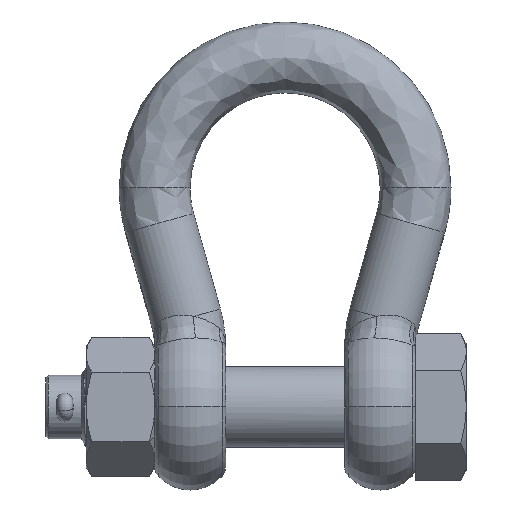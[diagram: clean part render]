
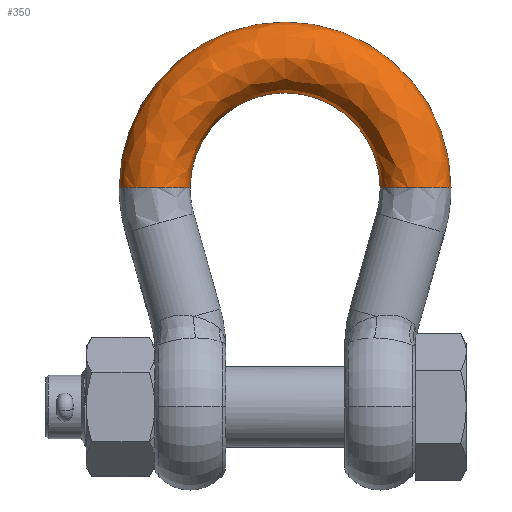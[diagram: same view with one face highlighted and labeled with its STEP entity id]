
A CAD part, top view. The second image highlights one B-rep face of the part: STEP entity #350.
In plain terms, the highlighted free-form (B-spline) face has degree [3, 3] with [4, 4] control points.
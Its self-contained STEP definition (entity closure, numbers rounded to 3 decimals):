
#350=ADVANCED_FACE('NONE',(#1366),#1367,.F.);
#1366=FACE_OUTER_BOUND('',#4708,.T.);
#1367=(B_SPLINE_SURFACE(3,3,((#4710,#4711,#4712,#4713),(#4714,#4715,#4716,#4717),(#4718,#4719,#4720,#4721),(#4722,#4723,#4724,#4725)),.UNSPECIFIED.,.F.,.F.,.F.)B_SPLINE_SURFACE_WITH_KNOTS((4,4),(4,4),(0.0,1.0),(0.0,1.0),.UNSPECIFIED.)RATIONAL_B_SPLINE_SURFACE(((1.0,0.333,0.333,1.0),(0.333,0.111,0.111,0.333),(0.333,0.111,0.111,0.333),(1.0,0.333,0.333,1.0)))BOUNDED_SURFACE()REPRESENTATION_ITEM('')GEOMETRIC_REPRESENTATION_ITEM()SURFACE());
#4708=EDGE_LOOP('',(#17240,#17241,#17242,#17243));
#4710=CARTESIAN_POINT('',(-37.505,86.5,0.));
#4711=CARTESIAN_POINT('',(-37.505,161.51,0.));
#4712=CARTESIAN_POINT('',(37.505,161.51,0.));
#4713=CARTESIAN_POINT('',(37.505,86.5,0.));
#4714=CARTESIAN_POINT('',(-37.505,86.5,27.99));
#4715=CARTESIAN_POINT('',(-37.505,161.51,27.99));
#4716=CARTESIAN_POINT('',(37.505,161.51,27.99));
#4717=CARTESIAN_POINT('',(37.505,86.5,27.99));
#4718=CARTESIAN_POINT('',(-65.495,86.5,27.99));
#4719=CARTESIAN_POINT('',(-65.495,217.49,27.99));
#4720=CARTESIAN_POINT('',(65.495,217.49,27.99));
#4721=CARTESIAN_POINT('',(65.495,86.5,27.99));
#4722=CARTESIAN_POINT('',(-65.495,86.5,0.));
#4723=CARTESIAN_POINT('',(-65.495,217.49,0.));
#4724=CARTESIAN_POINT('',(65.495,217.49,0.));
#4725=CARTESIAN_POINT('',(65.495,86.5,0.));
#17240=ORIENTED_EDGE('',*,*,#21706,.F.);
#17241=ORIENTED_EDGE('',*,*,#21747,.F.);
#17242=ORIENTED_EDGE('',*,*,#21748,.T.);
#17243=ORIENTED_EDGE('',*,*,#21745,.F.);
#21706=EDGE_CURVE('NONE',#24447,#24446,#24449,.T.);
#21745=EDGE_CURVE('NONE',#24446,#24503,#24504,.T.);
#21747=EDGE_CURVE('NONE',#24505,#24447,#24507,.T.);
#21748=EDGE_CURVE('NONE',#24505,#24503,#24508,.T.);
#24446=VERTEX_POINT('NONE',#31908);
#24447=VERTEX_POINT('NONE',#31909);
#24449=B_SPLINE_CURVE_WITH_KNOTS('',3,(#31957,#31958,#31959,#31960,#31961,#31962,#31963,#31964,#31965,#31966,#31967,#31968,#31969,#31970,#31971,#31972,#31973,#31974,#31975,#31976,#31977,#31978,#31979,#31980,#31981,#31982,#31983,#31984,#31985,#31986,#31987,#31988,#31989,#31990,#31991,#31992,#31993,#31994,#31995,#31996,#31997,#31998,#31999,#32000,#32001,#32002,#32003),.UNSPECIFIED.,.F.,.F.,(4,2,2,2,2,2,2,2,2,1,2,2,2,2,2,2,2,2,2,2,2,2,2,4),(0.,0.003,0.004,0.005,0.008,0.01,0.011,0.014,0.015,0.016,0.018,0.019,0.022,0.023,0.025,0.027,0.029,0.03,0.033,0.036,0.037,0.038,0.041,0.044),.UNSPECIFIED.);
#24503=VERTEX_POINT('NONE',#32212);
#24504=CIRCLE('',#32213,65.495);
#24505=VERTEX_POINT('NONE',#32214);
#24507=CIRCLE('',#32262,37.505);
#24508=B_SPLINE_CURVE_WITH_KNOTS('',3,(#32263,#32264,#32265,#32266,#32267,#32268,#32269,#32270,#32271,#32272,#32273,#32274,#32275,#32276,#32277,#32278,#32279,#32280,#32281,#32282,#32283,#32284,#32285,#32286,#32287,#32288,#32289,#32290,#32291,#32292,#32293,#32294,#32295,#32296,#32297,#32298,#32299,#32300,#32301,#32302,#32303,#32304,#32305,#32306,#32307,#32308,#32309),.UNSPECIFIED.,.F.,.F.,(4,2,2,2,2,2,2,2,2,1,2,2,2,2,2,2,2,2,2,2,2,2,2,4),(0.,0.003,0.004,0.005,0.008,0.01,0.011,0.014,0.015,0.016,0.018,0.019,0.022,0.023,0.025,0.027,0.029,0.03,0.033,0.036,0.037,0.038,0.041,0.044),.UNSPECIFIED.);
#31908=CARTESIAN_POINT('',(-65.495,86.5,0.));
#31909=CARTESIAN_POINT('',(-37.505,86.5,0.));
#31957=CARTESIAN_POINT('',(-37.505,86.5,0.));
#31958=CARTESIAN_POINT('',(-37.505,86.5,0.924));
#31959=CARTESIAN_POINT('',(-37.596,86.5,1.834));
#31960=CARTESIAN_POINT('',(-37.862,86.5,3.175));
#31961=CARTESIAN_POINT('',(-37.973,86.5,3.618));
#31962=CARTESIAN_POINT('',(-38.239,86.5,4.497));
#31963=CARTESIAN_POINT('',(-38.396,86.5,4.934));
#31964=CARTESIAN_POINT('',(-38.922,86.5,6.205));
#31965=CARTESIAN_POINT('',(-39.352,86.5,7.009));
#31966=CARTESIAN_POINT('',(-40.114,86.5,8.15));
#31967=CARTESIAN_POINT('',(-40.388,86.5,8.521));
#31968=CARTESIAN_POINT('',(-40.974,86.5,9.234));
#31969=CARTESIAN_POINT('',(-41.281,86.5,9.573));
#31970=CARTESIAN_POINT('',(-42.25,86.5,10.542));
#31971=CARTESIAN_POINT('',(-42.954,86.5,11.121));
#31972=CARTESIAN_POINT('',(-44.101,86.5,11.888));
#31973=CARTESIAN_POINT('',(-44.499,86.5,12.127));
#31974=CARTESIAN_POINT('',(-45.307,86.5,12.558));
#31975=CARTESIAN_POINT('',(-46.132,86.5,12.948));
#31976=CARTESIAN_POINT('',(-46.99,86.5,13.256));
#31977=CARTESIAN_POINT('',(-47.866,86.5,13.523));
#31978=CARTESIAN_POINT('',(-48.315,86.5,13.636));
#31979=CARTESIAN_POINT('',(-49.67,86.5,13.905));
#31980=CARTESIAN_POINT('',(-50.578,86.5,13.994));
#31981=CARTESIAN_POINT('',(-51.947,86.5,13.995));
#31982=CARTESIAN_POINT('',(-52.404,86.5,13.973));
#31983=CARTESIAN_POINT('',(-53.322,86.5,13.884));
#31984=CARTESIAN_POINT('',(-53.779,86.5,13.816));
#31985=CARTESIAN_POINT('',(-55.125,86.5,13.548));
#31986=CARTESIAN_POINT('',(-55.997,86.5,13.284));
#31987=CARTESIAN_POINT('',(-57.268,86.5,12.759));
#31988=CARTESIAN_POINT('',(-57.687,86.5,12.561));
#31989=CARTESIAN_POINT('',(-58.498,86.5,12.128));
#31990=CARTESIAN_POINT('',(-58.891,86.5,11.893));
#31991=CARTESIAN_POINT('',(-60.028,86.5,11.134));
#31992=CARTESIAN_POINT('',(-60.735,86.5,10.556));
#31993=CARTESIAN_POINT('',(-62.042,86.5,9.251));
#31994=CARTESIAN_POINT('',(-62.623,86.5,8.542));
#31995=CARTESIAN_POINT('',(-63.383,86.5,7.406));
#31996=CARTESIAN_POINT('',(-63.619,86.5,7.015));
#31997=CARTESIAN_POINT('',(-64.052,86.5,6.206));
#31998=CARTESIAN_POINT('',(-64.251,86.5,5.786));
#31999=CARTESIAN_POINT('',(-64.779,86.5,4.514));
#32000=CARTESIAN_POINT('',(-65.044,86.5,3.642));
#32001=CARTESIAN_POINT('',(-65.402,86.5,1.85));
#32002=CARTESIAN_POINT('',(-65.495,86.5,0.924));
#32003=CARTESIAN_POINT('',(-65.495,86.5,0.));
#32212=CARTESIAN_POINT('',(65.495,86.5,0.));
#32213=AXIS2_PLACEMENT_3D('',#41414,#41415,#41416);
#32214=CARTESIAN_POINT('',(37.505,86.5,0.));
#32262=AXIS2_PLACEMENT_3D('',#41417,#41418,#41419);
#32263=CARTESIAN_POINT('',(37.505,86.5,0.));
#32264=CARTESIAN_POINT('',(37.505,86.5,0.924));
#32265=CARTESIAN_POINT('',(37.596,86.5,1.834));
#32266=CARTESIAN_POINT('',(37.862,86.5,3.175));
#32267=CARTESIAN_POINT('',(37.973,86.5,3.618));
#32268=CARTESIAN_POINT('',(38.239,86.5,4.497));
#32269=CARTESIAN_POINT('',(38.396,86.5,4.934));
#32270=CARTESIAN_POINT('',(38.922,86.5,6.205));
#32271=CARTESIAN_POINT('',(39.352,86.5,7.009));
#32272=CARTESIAN_POINT('',(40.114,86.5,8.15));
#32273=CARTESIAN_POINT('',(40.388,86.5,8.521));
#32274=CARTESIAN_POINT('',(40.974,86.5,9.234));
#32275=CARTESIAN_POINT('',(41.281,86.5,9.573));
#32276=CARTESIAN_POINT('',(42.25,86.5,10.542));
#32277=CARTESIAN_POINT('',(42.954,86.5,11.121));
#32278=CARTESIAN_POINT('',(44.101,86.5,11.888));
#32279=CARTESIAN_POINT('',(44.499,86.5,12.127));
#32280=CARTESIAN_POINT('',(45.307,86.5,12.558));
#32281=CARTESIAN_POINT('',(46.132,86.5,12.948));
#32282=CARTESIAN_POINT('',(46.99,86.5,13.256));
#32283=CARTESIAN_POINT('',(47.866,86.5,13.523));
#32284=CARTESIAN_POINT('',(48.315,86.5,13.636));
#32285=CARTESIAN_POINT('',(49.67,86.5,13.905));
#32286=CARTESIAN_POINT('',(50.578,86.5,13.994));
#32287=CARTESIAN_POINT('',(51.947,86.5,13.995));
#32288=CARTESIAN_POINT('',(52.404,86.5,13.973));
#32289=CARTESIAN_POINT('',(53.322,86.5,13.884));
#32290=CARTESIAN_POINT('',(53.779,86.5,13.816));
#32291=CARTESIAN_POINT('',(55.125,86.5,13.548));
#32292=CARTESIAN_POINT('',(55.997,86.5,13.284));
#32293=CARTESIAN_POINT('',(57.268,86.5,12.759));
#32294=CARTESIAN_POINT('',(57.687,86.5,12.561));
#32295=CARTESIAN_POINT('',(58.498,86.5,12.128));
#32296=CARTESIAN_POINT('',(58.891,86.5,11.893));
#32297=CARTESIAN_POINT('',(60.028,86.5,11.134));
#32298=CARTESIAN_POINT('',(60.735,86.5,10.556));
#32299=CARTESIAN_POINT('',(62.042,86.5,9.251));
#32300=CARTESIAN_POINT('',(62.623,86.5,8.542));
#32301=CARTESIAN_POINT('',(63.383,86.5,7.406));
#32302=CARTESIAN_POINT('',(63.619,86.5,7.015));
#32303=CARTESIAN_POINT('',(64.052,86.5,6.206));
#32304=CARTESIAN_POINT('',(64.251,86.5,5.786));
#32305=CARTESIAN_POINT('',(64.779,86.5,4.514));
#32306=CARTESIAN_POINT('',(65.044,86.5,3.642));
#32307=CARTESIAN_POINT('',(65.402,86.5,1.85));
#32308=CARTESIAN_POINT('',(65.495,86.5,0.924));
#32309=CARTESIAN_POINT('',(65.495,86.5,0.));
#41414=CARTESIAN_POINT('',(0.0,86.5,0.));
#41415=DIRECTION('',(0.0,0.0,-1.0));
#41416=DIRECTION('',(-1.0,0.0,0.0));
#41417=CARTESIAN_POINT('',(0.0,86.5,0.));
#41418=DIRECTION('',(0.0,0.0,1.0));
#41419=DIRECTION('',(-1.0,0.0,0.0));
